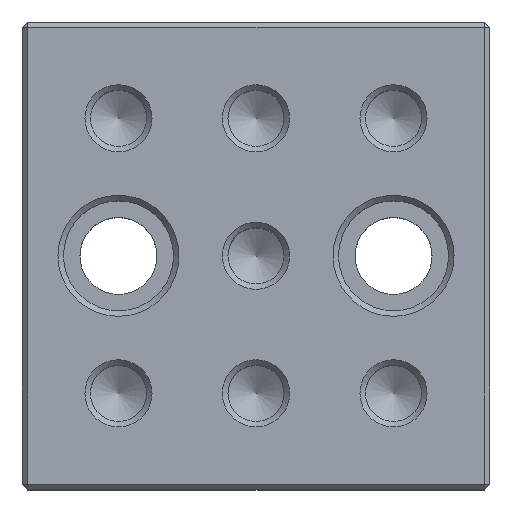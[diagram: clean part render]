
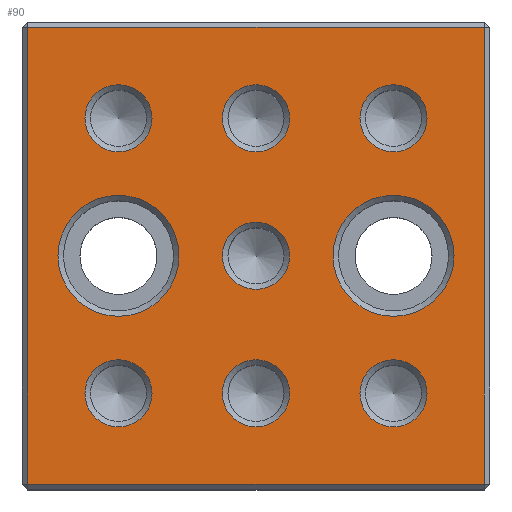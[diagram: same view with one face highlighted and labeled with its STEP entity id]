
A CAD part, top view. The second image highlights one B-rep face of the part: STEP entity #90.
In plain terms, the highlighted planar face has unit normal (0, 0, 1).
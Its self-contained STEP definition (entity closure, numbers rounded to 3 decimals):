
#90 = ADVANCED_FACE( '', ( #170, #171, #172, #173, #174, #175, #176, #177, #178, #179 ), #180, .F. );
#170 = FACE_BOUND( '', #326, .T. );
#171 = FACE_BOUND( '', #327, .T. );
#172 = FACE_BOUND( '', #328, .T. );
#173 = FACE_BOUND( '', #329, .T. );
#174 = FACE_BOUND( '', #330, .T. );
#175 = FACE_BOUND( '', #331, .T. );
#176 = FACE_BOUND( '', #332, .T. );
#177 = FACE_BOUND( '', #333, .T. );
#178 = FACE_BOUND( '', #334, .T. );
#179 = FACE_OUTER_BOUND( '', #335, .T. );
#180 = PLANE( '', #336 );
#326 = EDGE_LOOP( '', ( #534 ) );
#327 = EDGE_LOOP( '', ( #535 ) );
#328 = EDGE_LOOP( '', ( #536 ) );
#329 = EDGE_LOOP( '', ( #537 ) );
#330 = EDGE_LOOP( '', ( #538 ) );
#331 = EDGE_LOOP( '', ( #539 ) );
#332 = EDGE_LOOP( '', ( #540 ) );
#333 = EDGE_LOOP( '', ( #541 ) );
#334 = EDGE_LOOP( '', ( #542 ) );
#335 = EDGE_LOOP( '', ( #543, #544, #545, #546 ) );
#336 = AXIS2_PLACEMENT_3D( '', #547, #548, #549 );
#534 = ORIENTED_EDGE( '', *, *, #819, .T. );
#535 = ORIENTED_EDGE( '', *, *, #820, .T. );
#536 = ORIENTED_EDGE( '', *, *, #821, .T. );
#537 = ORIENTED_EDGE( '', *, *, #822, .T. );
#538 = ORIENTED_EDGE( '', *, *, #823, .T. );
#539 = ORIENTED_EDGE( '', *, *, #824, .T. );
#540 = ORIENTED_EDGE( '', *, *, #818, .T. );
#541 = ORIENTED_EDGE( '', *, *, #814, .T. );
#542 = ORIENTED_EDGE( '', *, *, #816, .T. );
#543 = ORIENTED_EDGE( '', *, *, #825, .T. );
#544 = ORIENTED_EDGE( '', *, *, #826, .T. );
#545 = ORIENTED_EDGE( '', *, *, #827, .T. );
#546 = ORIENTED_EDGE( '', *, *, #793, .T. );
#547 = CARTESIAN_POINT( '', ( -42.5, -42.5, 40. ) );
#548 = DIRECTION( '', ( 0., 0., -1. ) );
#549 = DIRECTION( '', ( -1., 0., 0. ) );
#793 = EDGE_CURVE( '', #883, #885, #887, .T. );
#814 = EDGE_CURVE( '', #921, #921, #922, .T. );
#816 = EDGE_CURVE( '', #925, #925, #926, .T. );
#818 = EDGE_CURVE( '', #929, #929, #930, .T. );
#819 = EDGE_CURVE( '', #931, #931, #932, .T. );
#820 = EDGE_CURVE( '', #933, #933, #934, .T. );
#821 = EDGE_CURVE( '', #935, #935, #936, .T. );
#822 = EDGE_CURVE( '', #937, #937, #938, .T. );
#823 = EDGE_CURVE( '', #939, #939, #940, .T. );
#824 = EDGE_CURVE( '', #941, #941, #942, .T. );
#825 = EDGE_CURVE( '', #885, #943, #944, .T. );
#826 = EDGE_CURVE( '', #943, #945, #946, .T. );
#827 = EDGE_CURVE( '', #945, #883, #947, .T. );
#883 = VERTEX_POINT( '', #1025 );
#885 = VERTEX_POINT( '', #1028 );
#887 = LINE( '', #1031, #1032 );
#921 = VERTEX_POINT( '', #1081 );
#922 = CIRCLE( '', #1082, 6.1 );
#925 = VERTEX_POINT( '', #1085 );
#926 = CIRCLE( '', #1086, 6.1 );
#929 = VERTEX_POINT( '', #1089 );
#930 = CIRCLE( '', #1090, 11. );
#931 = VERTEX_POINT( '', #1091 );
#932 = CIRCLE( '', #1092, 6.1 );
#933 = VERTEX_POINT( '', #1093 );
#934 = CIRCLE( '', #1094, 11. );
#935 = VERTEX_POINT( '', #1095 );
#936 = CIRCLE( '', #1096, 6.1 );
#937 = VERTEX_POINT( '', #1097 );
#938 = CIRCLE( '', #1098, 6.1 );
#939 = VERTEX_POINT( '', #1099 );
#940 = CIRCLE( '', #1100, 6.1 );
#941 = VERTEX_POINT( '', #1101 );
#942 = CIRCLE( '', #1102, 6.1 );
#943 = VERTEX_POINT( '', #1103 );
#944 = LINE( '', #1104, #1105 );
#945 = VERTEX_POINT( '', #1106 );
#946 = LINE( '', #1107, #1108 );
#947 = LINE( '', #1109, #1110 );
#1025 = CARTESIAN_POINT( '', ( -41.5, -41.5, 40. ) );
#1028 = CARTESIAN_POINT( '', ( 41.5, -41.5, 40. ) );
#1031 = CARTESIAN_POINT( '', ( 42.5, -41.5, 40. ) );
#1032 = VECTOR( '', #1206, 1000. );
#1081 = CARTESIAN_POINT( '', ( 18.9, -25., 40. ) );
#1082 = AXIS2_PLACEMENT_3D( '', #1234, #1235, #1236 );
#1085 = CARTESIAN_POINT( '', ( 18.9, 25., 40. ) );
#1086 = AXIS2_PLACEMENT_3D( '', #1240, #1241, #1242 );
#1089 = CARTESIAN_POINT( '', ( 14., 0., 40. ) );
#1090 = AXIS2_PLACEMENT_3D( '', #1246, #1247, #1248 );
#1091 = CARTESIAN_POINT( '', ( -6.1, 0., 40. ) );
#1092 = AXIS2_PLACEMENT_3D( '', #1249, #1250, #1251 );
#1093 = CARTESIAN_POINT( '', ( -36., 0., 40. ) );
#1094 = AXIS2_PLACEMENT_3D( '', #1252, #1253, #1254 );
#1095 = CARTESIAN_POINT( '', ( -31.1, 25., 40. ) );
#1096 = AXIS2_PLACEMENT_3D( '', #1255, #1256, #1257 );
#1097 = CARTESIAN_POINT( '', ( -31.1, -25., 40. ) );
#1098 = AXIS2_PLACEMENT_3D( '', #1258, #1259, #1260 );
#1099 = CARTESIAN_POINT( '', ( -6.1, -25., 40. ) );
#1100 = AXIS2_PLACEMENT_3D( '', #1261, #1262, #1263 );
#1101 = CARTESIAN_POINT( '', ( -6.1, 25., 40. ) );
#1102 = AXIS2_PLACEMENT_3D( '', #1264, #1265, #1266 );
#1103 = CARTESIAN_POINT( '', ( 41.5, 41.5, 40. ) );
#1104 = CARTESIAN_POINT( '', ( 41.5, 42.5, 40. ) );
#1105 = VECTOR( '', #1267, 1000. );
#1106 = CARTESIAN_POINT( '', ( -41.5, 41.5, 40. ) );
#1107 = CARTESIAN_POINT( '', ( -42.5, 41.5, 40. ) );
#1108 = VECTOR( '', #1268, 1000. );
#1109 = CARTESIAN_POINT( '', ( -41.5, -42.5, 40. ) );
#1110 = VECTOR( '', #1269, 1000. );
#1206 = DIRECTION( '', ( 1., 0., 0. ) );
#1234 = CARTESIAN_POINT( '', ( 25., -25., 40. ) );
#1235 = DIRECTION( '', ( 0., 0., -1. ) );
#1236 = DIRECTION( '', ( -1., 0., 0. ) );
#1240 = CARTESIAN_POINT( '', ( 25., 25., 40. ) );
#1241 = DIRECTION( '', ( 0., 0., -1. ) );
#1242 = DIRECTION( '', ( -1., 0., 0. ) );
#1246 = CARTESIAN_POINT( '', ( 25., 0., 40. ) );
#1247 = DIRECTION( '', ( 0., 0., -1. ) );
#1248 = DIRECTION( '', ( -1., 0., 0. ) );
#1249 = CARTESIAN_POINT( '', ( 0., 0., 40. ) );
#1250 = DIRECTION( '', ( 0., 0., -1. ) );
#1251 = DIRECTION( '', ( -1., 0., 0. ) );
#1252 = CARTESIAN_POINT( '', ( -25., 0., 40. ) );
#1253 = DIRECTION( '', ( 0., 0., -1. ) );
#1254 = DIRECTION( '', ( -1., 0., 0. ) );
#1255 = CARTESIAN_POINT( '', ( -25., 25., 40. ) );
#1256 = DIRECTION( '', ( 0., 0., -1. ) );
#1257 = DIRECTION( '', ( -1., 0., 0. ) );
#1258 = CARTESIAN_POINT( '', ( -25., -25., 40. ) );
#1259 = DIRECTION( '', ( 0., 0., -1. ) );
#1260 = DIRECTION( '', ( -1., 0., 0. ) );
#1261 = CARTESIAN_POINT( '', ( 0., -25., 40. ) );
#1262 = DIRECTION( '', ( 0., 0., -1. ) );
#1263 = DIRECTION( '', ( -1., 0., 0. ) );
#1264 = CARTESIAN_POINT( '', ( 0., 25., 40. ) );
#1265 = DIRECTION( '', ( 0., 0., -1. ) );
#1266 = DIRECTION( '', ( -1., 0., 0. ) );
#1267 = DIRECTION( '', ( 0., 1., 0. ) );
#1268 = DIRECTION( '', ( -1., 0., 0. ) );
#1269 = DIRECTION( '', ( 0., -1., 0. ) );
